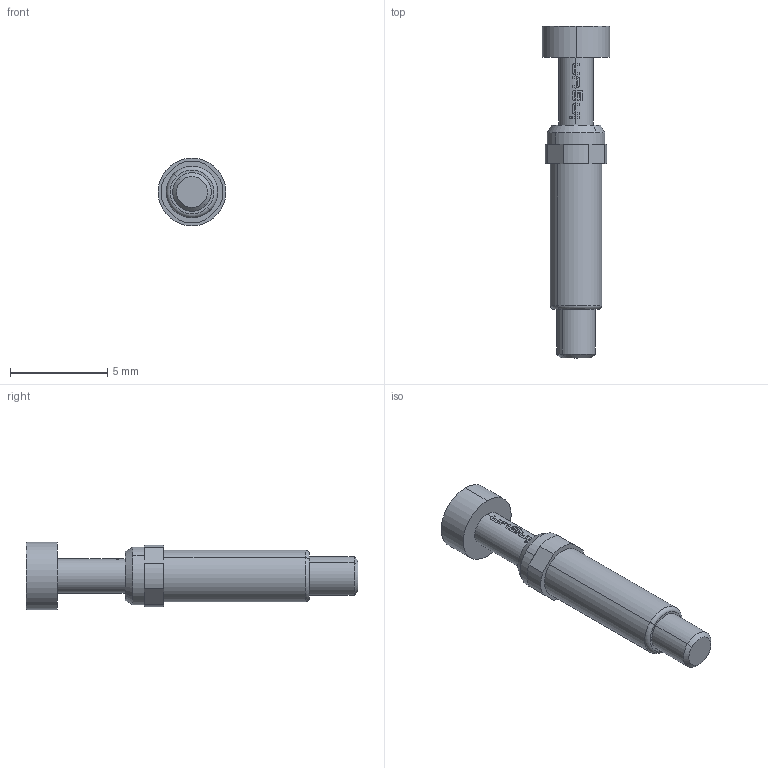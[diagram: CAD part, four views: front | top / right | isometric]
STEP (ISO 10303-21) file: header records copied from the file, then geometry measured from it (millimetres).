
FILE_DESCRIPTION (( 'STEP AP203' ), '1' );
FILE_NAME ('INGUN_GKS-913_102_350_A_xx02_M.STEP', '2021-09-20T05:46:43', ( 'ochi' ), ( '' ), 'SwSTEP 2.0', 'SolidWorks 2018', '' );
FILE_SCHEMA (( 'CONFIG_CONTROL_DESIGN' ));
Length unit declared in the file: millimetre
Products named in the file (1): INGUN_GKS-913_102_350_A_xx02_M
Bounding box: 3.5 x 17.1 x 3.5 mm (x, y, z)
Volume: 87.6 mm3; surface area: 161.3 mm2
Topology: 1 solids, 1 shells, 112 faces, 308 edges, 204 vertices
Faces by surface type: bspline 37, plane 36, cylinder 33, cone 4, torus 2
Entity records: 4628 total; most frequent: CARTESIAN_POINT 2213, ORIENTED_EDGE 616, EDGE_CURVE 308, DIRECTION 276, B_SPLINE_CURVE_WITH_KNOTS 222, VERTEX_POINT 204, EDGE_LOOP 118, AXIS2_PLACEMENT_3D 114
